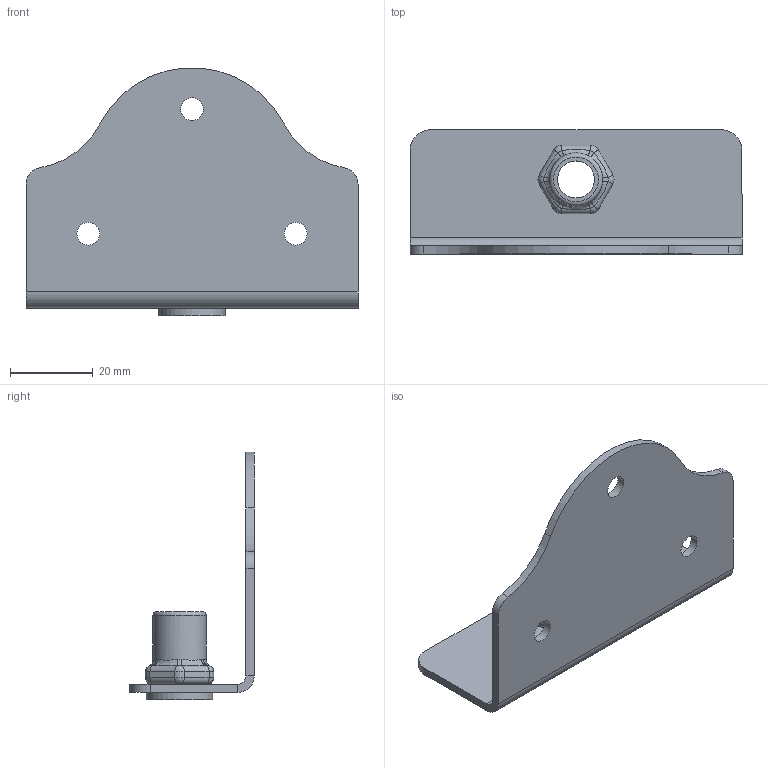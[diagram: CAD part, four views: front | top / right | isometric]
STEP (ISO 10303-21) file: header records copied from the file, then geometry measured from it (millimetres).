
FILE_DESCRIPTION(/* description */ (''),/* implementation_level */ '2;1');
FILE_NAME(/* name */ '0037XA2.stp',/* time_stamp */ '2019-08-05T10:15:55+02:00',/* author */ ('DOMINIQUE'),/* organization */ (''),/* preprocessor_version */ 'ST-DEVELOPER v17.2',/* originating_system */ 'Autodesk Inventor 2019',/* authorisation */ '');
FILE_SCHEMA (('AUTOMOTIVE_DESIGN { 1 0 10303 214 3 1 1 }'));
Length unit declared in the file: millimetre
Products named in the file (3): 0037XA2; 0037XA2 chapeau gendarme; Nut GB/T 17880.5-1999 M10x1 x 19.5
Assembly tree (2 placements, depth 2):
  0037XA2
    0037XA2 chapeau gendarme
    Nut GB/T 17880.5-1999 M10x1 x 19.5
Bounding box: 80 x 30 x 59.71 mm (x, y, z)
Volume: 12863.5 mm3; surface area: 13949.5 mm2
Topology: 2 solids, 2 shells, 128 faces, 303 edges, 180 vertices
Faces by surface type: cylinder 51, plane 44, bspline 24, torus 8, cone 1
Full cylindrical faces by diameter (mm): 5.5 x3, 8.917 x1, 12.8 x1, 16 x1
Entity records: 4140 total; most frequent: CARTESIAN_POINT 1144, DIRECTION 613, ORIENTED_EDGE 606, EDGE_CURVE 303, AXIS2_PLACEMENT_3D 238, VERTEX_POINT 180, EDGE_LOOP 139, LINE 137
